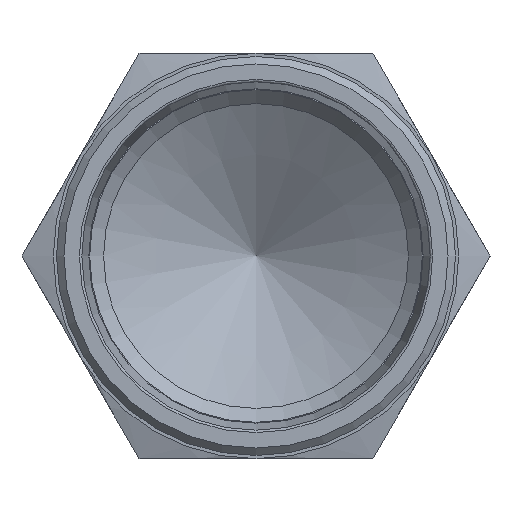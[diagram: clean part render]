
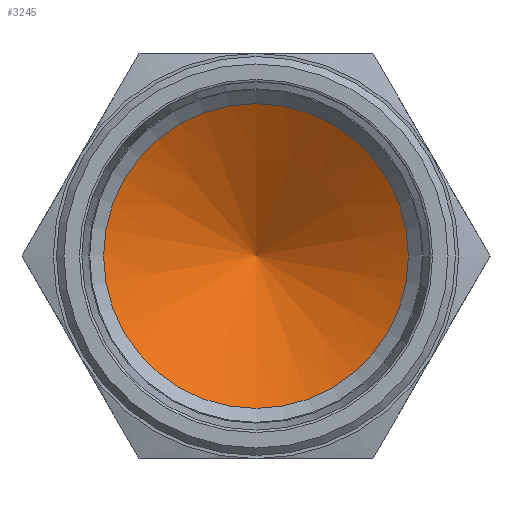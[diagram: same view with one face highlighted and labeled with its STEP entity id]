
A CAD part, left-side view. The second image highlights one B-rep face of the part: STEP entity #3245.
In plain terms, the highlighted conical face has half-angle 59 degrees and reference radius 13.967 mm.
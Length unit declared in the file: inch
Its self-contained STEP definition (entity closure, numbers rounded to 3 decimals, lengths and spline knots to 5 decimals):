
#3222=CARTESIAN_POINT('',(0.91,0.0,0.611));
#3223=VERTEX_POINT('',#3222);
#3224=CARTESIAN_POINT('',(0.91,0.0,0.0));
#3225=DIRECTION('',(-1.0,0.0,0.0));
#3226=DIRECTION('',(0.0,0.0,1.0));
#3227=AXIS2_PLACEMENT_3D('',#3224,#3225,#3226);
#3228=CIRCLE('',#3227,0.611);
#3229=EDGE_CURVE('',#3223,#3223,#3228,.T.);
#3237=CARTESIAN_POINT('',(0.94671,0.,0.0));
#3238=DIRECTION('',(-1.0,0.,0.));
#3239=DIRECTION('',(0.,-0.581,-0.814));
#3240=AXIS2_PLACEMENT_3D('',#3237,#3238,#3239);
#3241=CONICAL_SURFACE('',#3240,0.5499,59.);
#3242=ORIENTED_EDGE('',*,*,#3229,.T.);
#3243=EDGE_LOOP('',(#3242));
#3244=FACE_OUTER_BOUND('',#3243,.T.);
#3245=ADVANCED_FACE('',(#3244),#3241,.F.);
